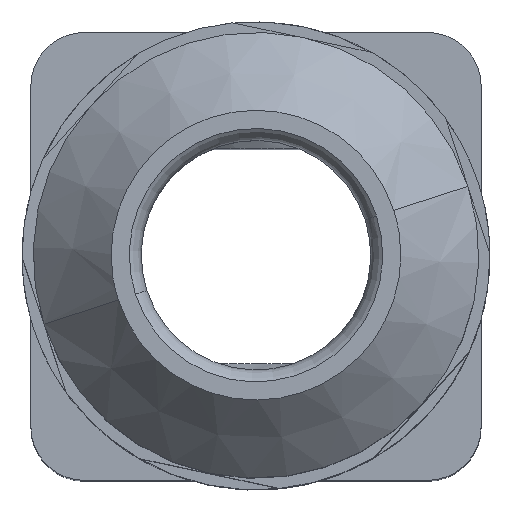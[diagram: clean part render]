
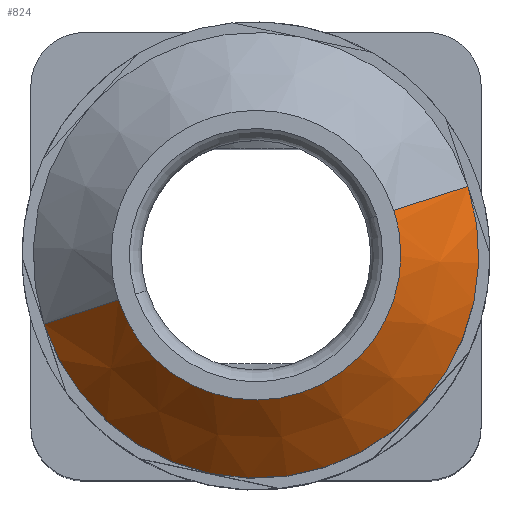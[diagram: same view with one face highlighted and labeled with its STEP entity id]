
A CAD part, top view. The second image highlights one B-rep face of the part: STEP entity #824.
In plain terms, the highlighted conical face has half-angle 45 degrees and reference radius 14.5 mm.
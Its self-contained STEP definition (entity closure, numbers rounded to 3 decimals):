
#811=AXIS2_PLACEMENT_3D('Cone Axis2P3D',#808,#809,#810) ;
#815=AXIS2_PLACEMENT_3D('Circle Axis2P3D',#813,#814,$) ;
#685=CARTESIAN_POINT('Vertex',(16.682,12.508,60.2)) ;
#687=CARTESIAN_POINT('Vertex',(4.318,8.492,60.2)) ;
#691=CARTESIAN_POINT('Control Point',(4.318,8.492,60.2)) ;
#692=CARTESIAN_POINT('Control Point',(4.511,7.898,60.2)) ;
#693=CARTESIAN_POINT('Control Point',(4.776,7.327,60.2)) ;
#694=CARTESIAN_POINT('Control Point',(5.107,6.791,60.2)) ;
#695=CARTESIAN_POINT('Control Point',(5.893,5.809,60.2)) ;
#696=CARTESIAN_POINT('Control Point',(6.89,5.041,60.2)) ;
#697=CARTESIAN_POINT('Control Point',(7.432,4.719,60.2)) ;
#698=CARTESIAN_POINT('Control Point',(8.583,4.211,60.2)) ;
#699=CARTESIAN_POINT('Control Point',(9.821,3.99,60.2)) ;
#700=CARTESIAN_POINT('Control Point',(10.451,3.955,60.2)) ;
#701=CARTESIAN_POINT('Control Point',(11.706,4.036,60.2)) ;
#702=CARTESIAN_POINT('Control Point',(12.906,4.413,60.2)) ;
#703=CARTESIAN_POINT('Control Point',(13.481,4.673,60.2)) ;
#704=CARTESIAN_POINT('Control Point',(14.557,5.325,60.2)) ;
#705=CARTESIAN_POINT('Control Point',(15.447,6.214,60.2)) ;
#706=CARTESIAN_POINT('Control Point',(15.837,6.71,60.2)) ;
#707=CARTESIAN_POINT('Control Point',(16.489,7.785,60.2)) ;
#708=CARTESIAN_POINT('Control Point',(16.868,8.985,60.2)) ;
#709=CARTESIAN_POINT('Control Point',(16.984,9.605,60.2)) ;
#710=CARTESIAN_POINT('Control Point',(17.047,10.571,60.2)) ;
#711=CARTESIAN_POINT('Control Point',(16.932,11.528,60.2)) ;
#712=CARTESIAN_POINT('Control Point',(16.87,11.86,60.2)) ;
#713=CARTESIAN_POINT('Control Point',(16.787,12.187,60.2)) ;
#714=CARTESIAN_POINT('Control Point',(16.682,12.508,60.2)) ;
#781=CARTESIAN_POINT('Line Origine',(-336256.45,-109212.505,-353493.941)) ;
#785=CARTESIAN_POINT('Vertex',(0.99,7.411,56.7)) ;
#788=CARTESIAN_POINT('Line Origine',(336277.451,109233.505,-353493.941)) ;
#792=CARTESIAN_POINT('Vertex',(20.011,13.589,56.7)) ;
#808=CARTESIAN_POINT('Axis2P3D Location',(10.5,10.5,52.2)) ;
#813=CARTESIAN_POINT('Axis2P3D Location',(10.5,10.5,56.7)) ;
#782=DIRECTION('Vector Direction',(-0.673,-0.218,-0.707)) ;
#789=DIRECTION('Vector Direction',(0.673,0.218,-0.707)) ;
#809=DIRECTION('Axis2P3D Direction',(0.,0.,-1.)) ;
#810=DIRECTION('Axis2P3D XDirection',(0.951,0.309,0.)) ;
#814=DIRECTION('Axis2P3D Direction',(0.,0.,-1.)) ;
#783=VECTOR('Line Direction',#782,1.) ;
#790=VECTOR('Line Direction',#789,1.) ;
#819=ORIENTED_EDGE('',*,*,#715,.F.) ;
#820=ORIENTED_EDGE('',*,*,#787,.T.) ;
#821=ORIENTED_EDGE('',*,*,#817,.F.) ;
#822=ORIENTED_EDGE('',*,*,#794,.F.) ;
#824=ADVANCED_FACE('Hauptk\X2\00F6\X0\rper',(#823),#812,.T.) ;
#690=B_SPLINE_CURVE_WITH_KNOTS('',5,(#691,#692,#693,#694,#695,#696,#697,#698,#699,#700,#701,#702,#703,#704,#705,#706,#707,#708,#709,#710,#711,#712,#713,#714),.UNSPECIFIED.,.F.,.U.,(6,3,3,3,3,3,3,6),(0.,4.426,8.852,13.277,17.703,22.129,26.555,28.944),.UNSPECIFIED.) ;
#816=CIRCLE('generated circle',#815,10.) ;
#812=CONICAL_SURFACE('Cone',#811,14.5,0.785) ;
#715=EDGE_CURVE('',#688,#686,#690,.T.) ;
#787=EDGE_CURVE('',#688,#786,#784,.T.) ;
#794=EDGE_CURVE('',#686,#793,#791,.T.) ;
#817=EDGE_CURVE('',#793,#786,#816,.T.) ;
#818=EDGE_LOOP('',(#819,#820,#821,#822)) ;
#823=FACE_OUTER_BOUND('',#818,.T.) ;
#784=LINE('Line',#781,#783) ;
#791=LINE('Line',#788,#790) ;
#686=VERTEX_POINT('',#685) ;
#688=VERTEX_POINT('',#687) ;
#786=VERTEX_POINT('',#785) ;
#793=VERTEX_POINT('',#792) ;
